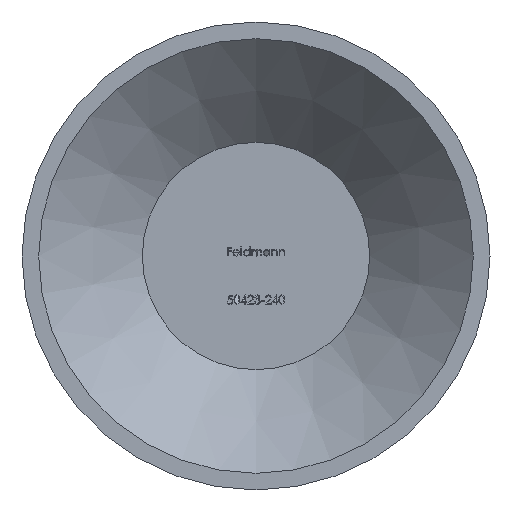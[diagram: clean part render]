
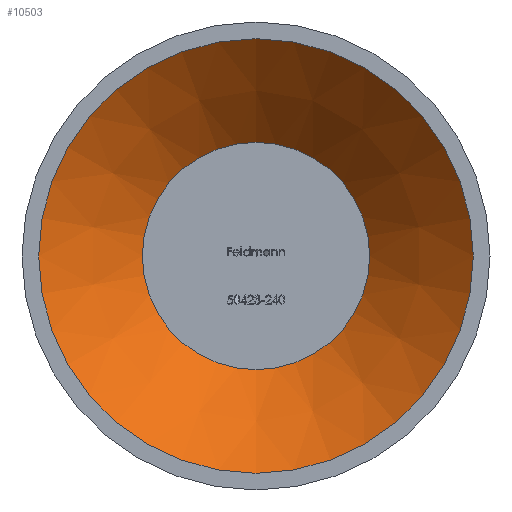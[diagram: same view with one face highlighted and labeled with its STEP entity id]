
A CAD part, front view. The second image highlights one B-rep face of the part: STEP entity #10503.
In plain terms, the highlighted conical face has half-angle 45 degrees and reference radius 6.5 mm.
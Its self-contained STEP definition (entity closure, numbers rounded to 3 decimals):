
#11 = EDGE_LOOP ( 'NONE', ( #353 ) ) ;
#92 = ORIENTED_EDGE ( 'NONE', *, *, #1805, .T. ) ;
#353 = ORIENTED_EDGE ( 'NONE', *, *, #8881, .T. ) ;
#585 = CARTESIAN_POINT ( 'NONE',  ( 0., 0., 0. ) ) ;
#958 = DIRECTION ( 'NONE',  ( 0., -1., 0. ) ) ;
#1109 = VERTEX_POINT ( 'NONE', #7331 ) ;
#1805 = EDGE_CURVE ( 'NONE', #1109, #1109, #5508, .T. ) ;
#2053 = CONICAL_SURFACE ( 'NONE', #6046, 6.5, 0.785 ) ;
#2159 = CARTESIAN_POINT ( 'NONE',  ( 0., 3.1, 0. ) ) ;
#2611 = CARTESIAN_POINT ( 'NONE',  ( 0., 0., -6.5 ) ) ;
#2675 = FACE_OUTER_BOUND ( 'NONE', #11, .T. ) ;
#3189 = DIRECTION ( 'NONE',  ( 0., 0., -1. ) ) ;
#4450 = AXIS2_PLACEMENT_3D ( 'NONE', #2159, #5061, #3189 ) ;
#5061 = DIRECTION ( 'NONE',  ( 0., 1., 0. ) ) ;
#5508 = CIRCLE ( 'NONE', #4450, 3.4 ) ;
#5751 = DIRECTION ( 'NONE',  ( 0., 0., -1. ) ) ;
#6046 = AXIS2_PLACEMENT_3D ( 'NONE', #11455, #958, #5751 ) ;
#6208 = VERTEX_POINT ( 'NONE', #2611 ) ;
#6267 = CIRCLE ( 'NONE', #10939, 6.5 ) ;
#7331 = CARTESIAN_POINT ( 'NONE',  ( 0., 3.1, -3.4 ) ) ;
#8230 = EDGE_LOOP ( 'NONE', ( #92 ) ) ;
#8881 = EDGE_CURVE ( 'NONE', #6208, #6208, #6267, .T. ) ;
#9134 = DIRECTION ( 'NONE',  ( 0., 0., -1. ) ) ;
#10269 = FACE_BOUND ( 'NONE', #8230, .T. ) ;
#10503 = ADVANCED_FACE ( 'NONE', ( #10269, #2675 ), #2053, .F. ) ;
#10939 = AXIS2_PLACEMENT_3D ( 'NONE', #585, #11078, #9134 ) ;
#11078 = DIRECTION ( 'NONE',  ( 0., -1., 0. ) ) ;
#11455 = CARTESIAN_POINT ( 'NONE',  ( 0., 0., 0. ) ) ;
